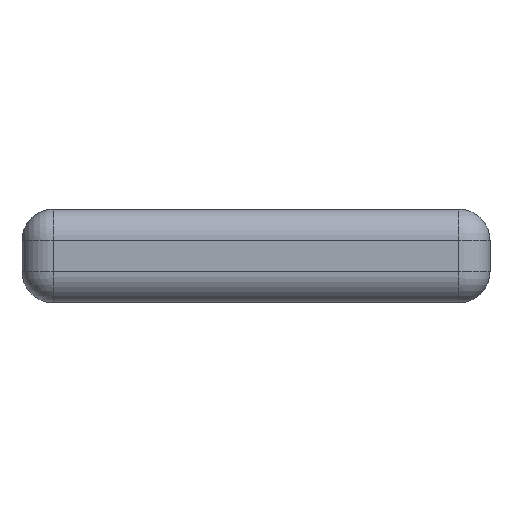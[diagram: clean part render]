
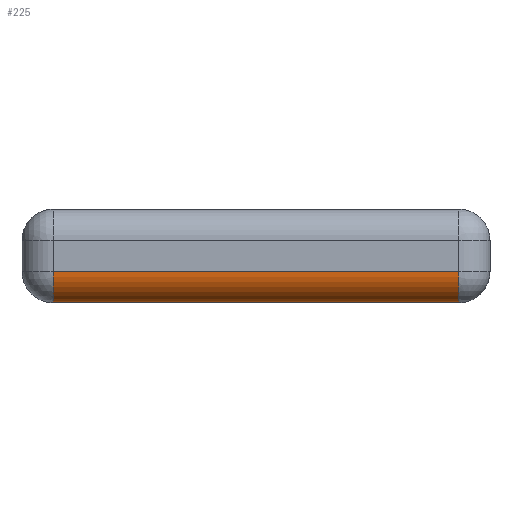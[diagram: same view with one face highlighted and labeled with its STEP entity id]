
A CAD part, left-side view. The second image highlights one B-rep face of the part: STEP entity #225.
In plain terms, the highlighted cylindrical face has radius 1 mm (diameter 2 mm), a partial arc.
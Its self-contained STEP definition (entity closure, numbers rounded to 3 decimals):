
#22 = VERTEX_POINT('',#23);
#23 = CARTESIAN_POINT('',(0.,1.,1.));
#32 = PLANE('',#33);
#33 = AXIS2_PLACEMENT_3D('',#34,#35,#36);
#34 = CARTESIAN_POINT('',(0.,0.,0.));
#35 = DIRECTION('',(1.,0.,0.));
#36 = DIRECTION('',(0.,0.,1.));
#56 = EDGE_CURVE('',#22,#57,#59,.T.);
#57 = VERTEX_POINT('',#58);
#58 = CARTESIAN_POINT('',(0.,14.,1.));
#59 = SURFACE_CURVE('',#60,(#64,#71),.PCURVE_S1.);
#60 = LINE('',#61,#62);
#61 = CARTESIAN_POINT('',(0.,0.,1.));
#62 = VECTOR('',#63,1.);
#63 = DIRECTION('',(0.,1.,0.));
#64 = PCURVE('',#32,#65);
#65 = DEFINITIONAL_REPRESENTATION('',(#66),#70);
#66 = LINE('',#67,#68);
#67 = CARTESIAN_POINT('',(1.,0.));
#68 = VECTOR('',#69,1.);
#69 = DIRECTION('',(0.,-1.));
#70 = ( GEOMETRIC_REPRESENTATION_CONTEXT(2) 
PARAMETRIC_REPRESENTATION_CONTEXT() REPRESENTATION_CONTEXT('2D SPACE',''
  ) );
#71 = PCURVE('',#72,#77);
#72 = CYLINDRICAL_SURFACE('',#73,1.);
#73 = AXIS2_PLACEMENT_3D('',#74,#75,#76);
#74 = CARTESIAN_POINT('',(1.,0.,1.));
#75 = DIRECTION('',(0.,1.,0.));
#76 = DIRECTION('',(-1.,0.,0.));
#77 = DEFINITIONAL_REPRESENTATION('',(#78),#82);
#78 = LINE('',#79,#80);
#79 = CARTESIAN_POINT('',(-0.,0.));
#80 = VECTOR('',#81,1.);
#81 = DIRECTION('',(-0.,1.));
#82 = ( GEOMETRIC_REPRESENTATION_CONTEXT(2) 
PARAMETRIC_REPRESENTATION_CONTEXT() REPRESENTATION_CONTEXT('2D SPACE',''
  ) );
#159 = SPHERICAL_SURFACE('',#160,1.);
#160 = AXIS2_PLACEMENT_3D('',#161,#162,#163);
#161 = CARTESIAN_POINT('',(1.,1.,1.));
#162 = DIRECTION('',(0.,0.,1.));
#163 = DIRECTION('',(-1.,0.,0.));
#225 = ADVANCED_FACE('',(#226),#72,.T.);
#226 = FACE_BOUND('',#227,.F.);
#227 = EDGE_LOOP('',(#228,#250,#278,#303));
#228 = ORIENTED_EDGE('',*,*,#229,.F.);
#229 = EDGE_CURVE('',#230,#22,#232,.T.);
#230 = VERTEX_POINT('',#231);
#231 = CARTESIAN_POINT('',(1.,1.,0.));
#232 = SURFACE_CURVE('',#233,(#238,#244),.PCURVE_S1.);
#233 = CIRCLE('',#234,1.);
#234 = AXIS2_PLACEMENT_3D('',#235,#236,#237);
#235 = CARTESIAN_POINT('',(1.,1.,1.));
#236 = DIRECTION('',(0.,1.,-0.));
#237 = DIRECTION('',(-1.,0.,0.));
#238 = PCURVE('',#72,#239);
#239 = DEFINITIONAL_REPRESENTATION('',(#240),#243);
#240 = B_SPLINE_CURVE_WITH_KNOTS('',1,(#241,#242),.UNSPECIFIED.,.F.,.F.,
  (2,2),(4.712,6.283),.PIECEWISE_BEZIER_KNOTS.);
#241 = CARTESIAN_POINT('',(-1.571,1.));
#242 = CARTESIAN_POINT('',(0.,1.));
#243 = ( GEOMETRIC_REPRESENTATION_CONTEXT(2) 
PARAMETRIC_REPRESENTATION_CONTEXT() REPRESENTATION_CONTEXT('2D SPACE',''
  ) );
#244 = PCURVE('',#159,#245);
#245 = DEFINITIONAL_REPRESENTATION('',(#246),#249);
#246 = B_SPLINE_CURVE_WITH_KNOTS('',1,(#247,#248),.UNSPECIFIED.,.F.,.F.,
  (2,2),(4.712,6.283),.PIECEWISE_BEZIER_KNOTS.);
#247 = CARTESIAN_POINT('',(0.,-1.571));
#248 = CARTESIAN_POINT('',(0.,0.));
#249 = ( GEOMETRIC_REPRESENTATION_CONTEXT(2) 
PARAMETRIC_REPRESENTATION_CONTEXT() REPRESENTATION_CONTEXT('2D SPACE',''
  ) );
#250 = ORIENTED_EDGE('',*,*,#251,.T.);
#251 = EDGE_CURVE('',#230,#252,#254,.T.);
#252 = VERTEX_POINT('',#253);
#253 = CARTESIAN_POINT('',(1.,14.,0.));
#254 = SURFACE_CURVE('',#255,(#259,#266),.PCURVE_S1.);
#255 = LINE('',#256,#257);
#256 = CARTESIAN_POINT('',(1.,0.,0.));
#257 = VECTOR('',#258,1.);
#258 = DIRECTION('',(0.,1.,0.));
#259 = PCURVE('',#72,#260);
#260 = DEFINITIONAL_REPRESENTATION('',(#261),#265);
#261 = LINE('',#262,#263);
#262 = CARTESIAN_POINT('',(-1.571,0.));
#263 = VECTOR('',#264,1.);
#264 = DIRECTION('',(-0.,1.));
#265 = ( GEOMETRIC_REPRESENTATION_CONTEXT(2) 
PARAMETRIC_REPRESENTATION_CONTEXT() REPRESENTATION_CONTEXT('2D SPACE',''
  ) );
#266 = PCURVE('',#267,#272);
#267 = PLANE('',#268);
#268 = AXIS2_PLACEMENT_3D('',#269,#270,#271);
#269 = CARTESIAN_POINT('',(0.,0.,0.));
#270 = DIRECTION('',(0.,0.,1.));
#271 = DIRECTION('',(1.,0.,0.));
#272 = DEFINITIONAL_REPRESENTATION('',(#273),#277);
#273 = LINE('',#274,#275);
#274 = CARTESIAN_POINT('',(1.,0.));
#275 = VECTOR('',#276,1.);
#276 = DIRECTION('',(0.,1.));
#277 = ( GEOMETRIC_REPRESENTATION_CONTEXT(2) 
PARAMETRIC_REPRESENTATION_CONTEXT() REPRESENTATION_CONTEXT('2D SPACE',''
  ) );
#278 = ORIENTED_EDGE('',*,*,#279,.T.);
#279 = EDGE_CURVE('',#252,#57,#280,.T.);
#280 = SURFACE_CURVE('',#281,(#286,#292),.PCURVE_S1.);
#281 = CIRCLE('',#282,1.);
#282 = AXIS2_PLACEMENT_3D('',#283,#284,#285);
#283 = CARTESIAN_POINT('',(1.,14.,1.));
#284 = DIRECTION('',(0.,1.,-0.));
#285 = DIRECTION('',(-1.,0.,0.));
#286 = PCURVE('',#72,#287);
#287 = DEFINITIONAL_REPRESENTATION('',(#288),#291);
#288 = B_SPLINE_CURVE_WITH_KNOTS('',1,(#289,#290),.UNSPECIFIED.,.F.,.F.,
  (2,2),(4.712,6.283),.PIECEWISE_BEZIER_KNOTS.);
#289 = CARTESIAN_POINT('',(-1.571,14.));
#290 = CARTESIAN_POINT('',(0.,14.));
#291 = ( GEOMETRIC_REPRESENTATION_CONTEXT(2) 
PARAMETRIC_REPRESENTATION_CONTEXT() REPRESENTATION_CONTEXT('2D SPACE',''
  ) );
#292 = PCURVE('',#293,#298);
#293 = SPHERICAL_SURFACE('',#294,1.);
#294 = AXIS2_PLACEMENT_3D('',#295,#296,#297);
#295 = CARTESIAN_POINT('',(1.,14.,1.));
#296 = DIRECTION('',(0.,0.,1.));
#297 = DIRECTION('',(-1.,0.,0.));
#298 = DEFINITIONAL_REPRESENTATION('',(#299),#302);
#299 = B_SPLINE_CURVE_WITH_KNOTS('',1,(#300,#301),.UNSPECIFIED.,.F.,.F.,
  (2,2),(4.712,6.283),.PIECEWISE_BEZIER_KNOTS.);
#300 = CARTESIAN_POINT('',(0.,-1.571));
#301 = CARTESIAN_POINT('',(0.,0.));
#302 = ( GEOMETRIC_REPRESENTATION_CONTEXT(2) 
PARAMETRIC_REPRESENTATION_CONTEXT() REPRESENTATION_CONTEXT('2D SPACE',''
  ) );
#303 = ORIENTED_EDGE('',*,*,#56,.F.);
